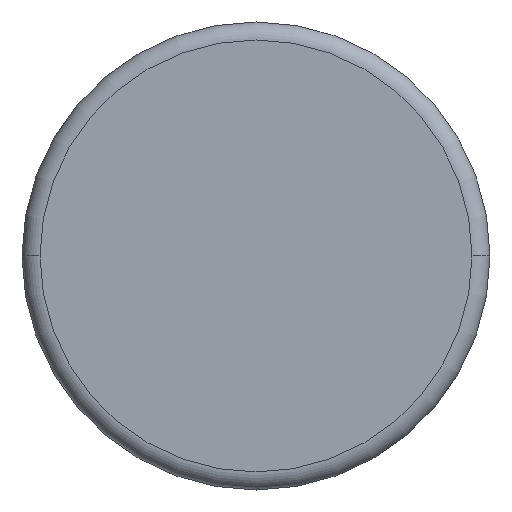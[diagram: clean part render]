
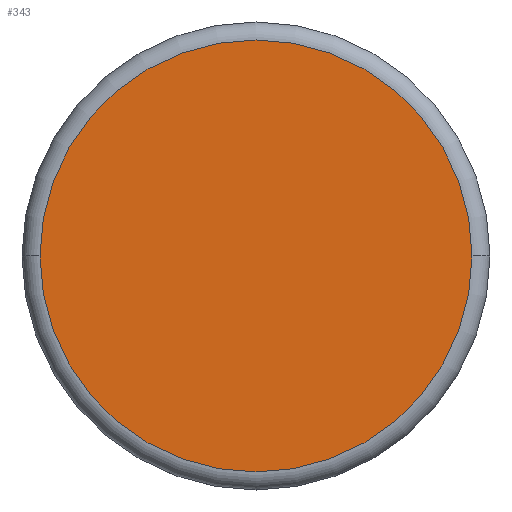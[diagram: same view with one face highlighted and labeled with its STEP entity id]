
A CAD part, top view. The second image highlights one B-rep face of the part: STEP entity #343.
In plain terms, the highlighted planar face has unit normal (0, 0, 1).
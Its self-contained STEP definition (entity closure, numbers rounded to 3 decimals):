
#132 = EDGE_CURVE ( 'NONE', #133, #154, #716, .T. ) ;
#133 = VERTEX_POINT ( 'NONE', #709 ) ;
#154 = VERTEX_POINT ( 'NONE', #685 ) ;
#318 = ORIENTED_EDGE ( 'NONE', *, *, #132, .F. ) ;
#321 = EDGE_CURVE ( 'NONE', #154, #133, #966, .T. ) ;
#343 = ADVANCED_FACE ( 'NONE', ( #960 ), #1163, .F. ) ;
#376 = EDGE_LOOP ( 'NONE', ( #318, #387 ) ) ;
#387 = ORIENTED_EDGE ( 'NONE', *, *, #321, .F. ) ;
#685 = CARTESIAN_POINT ( 'NONE',  ( 12., 0., 57. ) ) ;
#709 = CARTESIAN_POINT ( 'NONE',  ( -12., 0., 57. ) ) ;
#711 = DIRECTION ( 'NONE',  ( -1., 0., 0. ) ) ;
#712 = DIRECTION ( 'NONE',  ( 0., 0., -1. ) ) ;
#713 = CARTESIAN_POINT ( 'NONE',  ( 0., 0., 57. ) ) ;
#714 = AXIS2_PLACEMENT_3D ( 'NONE', #713, #712, #711 ) ;
#716 = CIRCLE ( 'NONE', #714, 12. ) ;
#863 = DIRECTION ( 'NONE',  ( 0., 0., -1. ) ) ;
#958 = DIRECTION ( 'NONE',  ( -1., 0., 0. ) ) ;
#960 = FACE_OUTER_BOUND ( 'NONE', #376, .T. ) ;
#966 = CIRCLE ( 'NONE', #971, 12. ) ;
#969 = CARTESIAN_POINT ( 'NONE',  ( 0., 0., 57. ) ) ;
#971 = AXIS2_PLACEMENT_3D ( 'NONE', #969, #863, #958 ) ;
#1072 = DIRECTION ( 'NONE',  ( -1., 0., 0. ) ) ;
#1073 = DIRECTION ( 'NONE',  ( 0., 0., -1. ) ) ;
#1074 = CARTESIAN_POINT ( 'NONE',  ( 0., 0., 57. ) ) ;
#1163 = PLANE ( 'NONE',  #1195 ) ;
#1195 = AXIS2_PLACEMENT_3D ( 'NONE', #1074, #1073, #1072 ) ;
